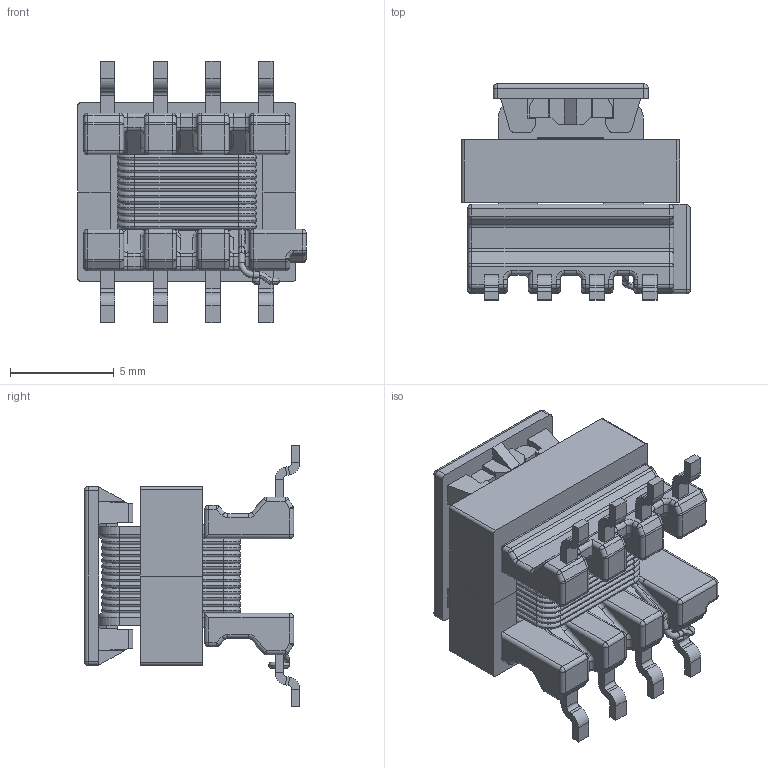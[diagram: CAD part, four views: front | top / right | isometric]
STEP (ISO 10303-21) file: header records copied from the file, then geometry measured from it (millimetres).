
FILE_DESCRIPTION((''),'2;1');
FILE_NAME('P100403_ASM','2015-01-08T',('ED0402'),(''),'PRO/ENGINEER BY PARAMETRIC TECHNOLOGY CORPORATION, 2011180','PRO/ENGINEER BY PARAMETRIC TECHNOLOGY CORPORATION, 2011180','');
FILE_SCHEMA(('AUTOMOTIVE_DESIGN_CC2 { 1 2 10303 214 -1 1 5 2 }'));
Length unit declared in the file: millimetre
Products named in the file (6): BOBBIN; PIN-P100403; CAP; CORE; WIRE; P100403_ASM
Assembly tree (6 placements, depth 2):
  P100403_ASM
    BOBBIN
    PIN-P100403
    CAP
    CORE  x2
    WIRE
Bounding box: 11.01 x 10.4 x 12.6 mm (x, y, z)
Volume: 470.1 mm3; surface area: 1465.6 mm2
Topology: 24 solids, 24 shells, 994 faces, 2182 edges, 1223 vertices
Faces by surface type: plane 377, cylinder 356, torus 156, sphere 73, bspline 32
Entity records: 34207 total; most frequent: CARTESIAN_POINT 6117, DIRECTION 4804, ORIENTED_EDGE 4256, PRESENTATION_STYLE_ASSIGNMENT 2151, STYLED_ITEM 2151, CURVE_STYLE 2128, EDGE_CURVE 2128, AXIS2_PLACEMENT_3D 1810
